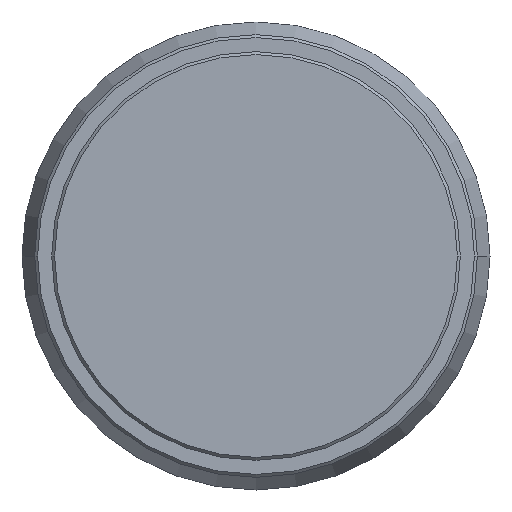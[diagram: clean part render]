
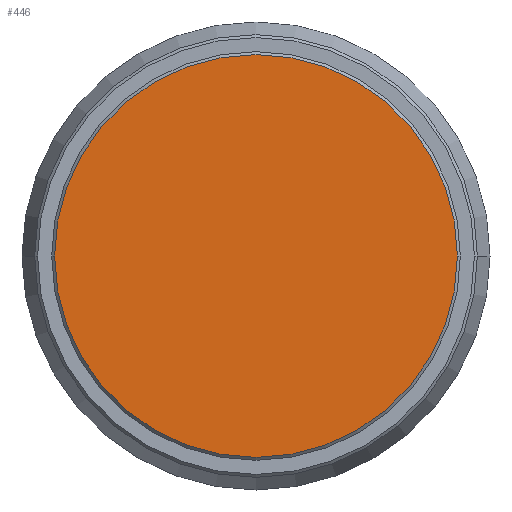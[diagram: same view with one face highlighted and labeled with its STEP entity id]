
A CAD part, left-side view. The second image highlights one B-rep face of the part: STEP entity #446.
In plain terms, the highlighted planar face has unit normal (-1, 0, 0).
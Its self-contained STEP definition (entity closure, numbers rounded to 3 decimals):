
#121=CARTESIAN_POINT('',(-17.8,0.,0.));
#122=DIRECTION('',(-1.,0.,0.));
#123=DIRECTION('',(0.,1.,0.));
#124=AXIS2_PLACEMENT_3D('',#121,#122,#123);
#126=CARTESIAN_POINT('',(-17.8,0.,0.));
#127=DIRECTION('',(-1.,0.,0.));
#128=DIRECTION('',(0.,-1.,0.));
#129=AXIS2_PLACEMENT_3D('',#126,#127,#128);
#211=CARTESIAN_POINT('',(-17.8,20.7,0.));
#212=CARTESIAN_POINT('',(-17.8,-20.7,0.));
#213=VERTEX_POINT('',#211);
#214=VERTEX_POINT('',#212);
#436=CARTESIAN_POINT('',(-17.8,0.,0.));
#437=DIRECTION('',(-1.,0.,0.));
#438=DIRECTION('',(0.,1.,0.));
#439=AXIS2_PLACEMENT_3D('',#436,#437,#438);
#440=PLANE('',#439);
#441=ORIENTED_EDGE('',*,*,#426,.F.);
#443=ORIENTED_EDGE('',*,*,#442,.F.);
#444=EDGE_LOOP('',(#441,#443));
#445=FACE_OUTER_BOUND('',#444,.F.);
#125=CIRCLE('',#124,20.7);
#130=CIRCLE('',#129,20.7);
#426=EDGE_CURVE('',#213,#214,#125,.T.);
#442=EDGE_CURVE('',#214,#213,#130,.T.);
#446=ADVANCED_FACE('',(#445),#440,.T.);
